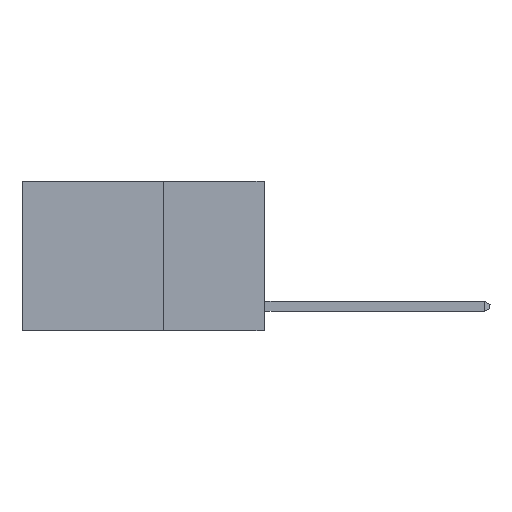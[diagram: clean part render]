
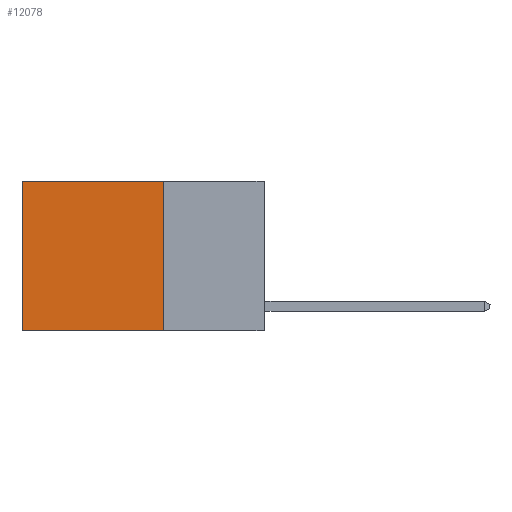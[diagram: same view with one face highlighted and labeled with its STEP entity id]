
A CAD part, left-side view. The second image highlights one B-rep face of the part: STEP entity #12078.
In plain terms, the highlighted planar face has unit normal (-1, 0, 0).
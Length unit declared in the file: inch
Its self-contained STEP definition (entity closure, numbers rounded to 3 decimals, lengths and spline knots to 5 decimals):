
#58 = DIRECTION ( 'NONE',  ( 1., 0., 0. ) ) ;
#128 = VERTEX_POINT ( 'NONE', #2434 ) ;
#482 = VERTEX_POINT ( 'NONE', #10740 ) ;
#665 = CARTESIAN_POINT ( 'NONE',  ( 0.2625, 0.25, 0. ) ) ;
#2360 = LINE ( 'NONE', #4827, #12837 ) ;
#2434 = CARTESIAN_POINT ( 'NONE',  ( 0.2625, 0.25, 0. ) ) ;
#2872 = VECTOR ( 'NONE', #9209, 39.37008 ) ;
#3074 = CARTESIAN_POINT ( 'NONE',  ( 0.2625, 0.25, -0.37 ) ) ;
#3201 = PLANE ( 'NONE',  #11751 ) ;
#4184 = VERTEX_POINT ( 'NONE', #5725 ) ;
#4827 = CARTESIAN_POINT ( 'NONE',  ( 0.2625, 0.6, 0. ) ) ;
#5177 = DIRECTION ( 'NONE',  ( 0., 1., 0. ) ) ;
#5238 = EDGE_LOOP ( 'NONE', ( #12185, #11569, #11281, #9401 ) ) ;
#5725 = CARTESIAN_POINT ( 'NONE',  ( 0.2625, 0.6, 0. ) ) ;
#5733 = VERTEX_POINT ( 'NONE', #7829 ) ;
#5871 = DIRECTION ( 'NONE',  ( 0., 0., -1. ) ) ;
#6341 = CARTESIAN_POINT ( 'NONE',  ( 0.2625, 0.25, 0. ) ) ;
#6972 = DIRECTION ( 'NONE',  ( 0., 0., -1. ) ) ;
#7043 = EDGE_CURVE ( 'NONE', #128, #4184, #11044, .T. ) ;
#7248 = LINE ( 'NONE', #665, #12253 ) ;
#7347 = DIRECTION ( 'NONE',  ( 0., 0., -1. ) ) ;
#7572 = FACE_OUTER_BOUND ( 'NONE', #5238, .T. ) ;
#7829 = CARTESIAN_POINT ( 'NONE',  ( 0.2625, 0.6, -0.37 ) ) ;
#8154 = CARTESIAN_POINT ( 'NONE',  ( 0.2625, 0.25, 0. ) ) ;
#8716 = VECTOR ( 'NONE', #5177, 39.37008 ) ;
#9209 = DIRECTION ( 'NONE',  ( 0., 1., 0. ) ) ;
#9401 = ORIENTED_EDGE ( 'NONE', *, *, #7043, .T. ) ;
#9744 = EDGE_CURVE ( 'NONE', #482, #5733, #11400, .T. ) ;
#10740 = CARTESIAN_POINT ( 'NONE',  ( 0.2625, 0.25, -0.37 ) ) ;
#11044 = LINE ( 'NONE', #8154, #2872 ) ;
#11281 = ORIENTED_EDGE ( 'NONE', *, *, #13077, .F. ) ;
#11400 = LINE ( 'NONE', #3074, #8716 ) ;
#11569 = ORIENTED_EDGE ( 'NONE', *, *, #9744, .F. ) ;
#11751 = AXIS2_PLACEMENT_3D ( 'NONE', #6341, #58, #7347 ) ;
#12078 = ADVANCED_FACE ( 'NONE', ( #7572 ), #3201, .F. ) ;
#12185 = ORIENTED_EDGE ( 'NONE', *, *, #13041, .T. ) ;
#12253 = VECTOR ( 'NONE', #6972, 39.37008 ) ;
#12837 = VECTOR ( 'NONE', #5871, 39.37008 ) ;
#13041 = EDGE_CURVE ( 'NONE', #4184, #5733, #2360, .T. ) ;
#13077 = EDGE_CURVE ( 'NONE', #128, #482, #7248, .T. ) ;
